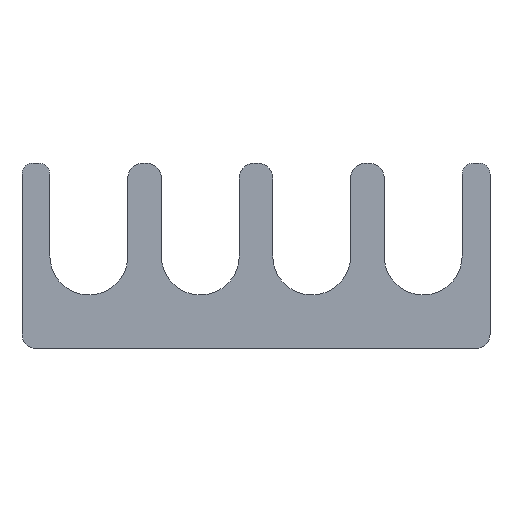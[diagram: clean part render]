
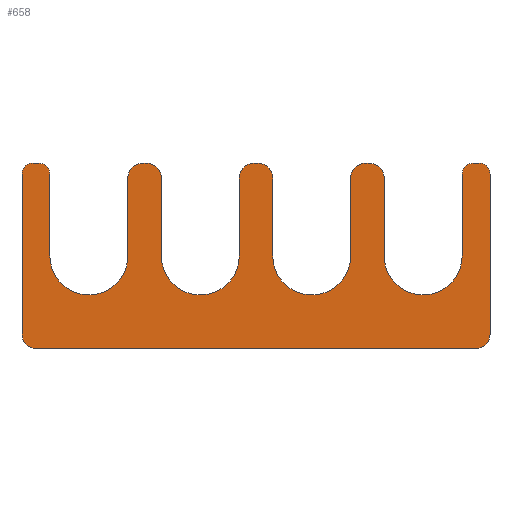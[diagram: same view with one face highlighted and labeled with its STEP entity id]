
A CAD part, top view. The second image highlights one B-rep face of the part: STEP entity #658.
In plain terms, the highlighted planar face has unit normal (0, 0, 1).
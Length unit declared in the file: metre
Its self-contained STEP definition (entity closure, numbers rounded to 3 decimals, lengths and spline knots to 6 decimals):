
#13=CIRCLE('',#676,0.002);
#15=CIRCLE('',#680,0.00525);
#17=CIRCLE('',#684,0.002);
#19=CIRCLE('',#688,0.002);
#21=CIRCLE('',#692,0.00525);
#23=CIRCLE('',#696,0.002);
#25=CIRCLE('',#700,0.002);
#27=CIRCLE('',#704,0.00525);
#29=CIRCLE('',#708,0.0015);
#31=CIRCLE('',#712,0.0015);
#33=CIRCLE('',#716,0.002);
#35=CIRCLE('',#720,0.002);
#37=CIRCLE('',#724,0.0015);
#39=CIRCLE('',#728,0.0015);
#41=CIRCLE('',#732,0.00525);
#43=CIRCLE('',#736,0.002);
#188=ORIENTED_EDGE('',*,*,#254,.T.);
#189=ORIENTED_EDGE('',*,*,#258,.T.);
#190=ORIENTED_EDGE('',*,*,#261,.F.);
#191=ORIENTED_EDGE('',*,*,#264,.T.);
#192=ORIENTED_EDGE('',*,*,#267,.T.);
#193=ORIENTED_EDGE('',*,*,#270,.T.);
#194=ORIENTED_EDGE('',*,*,#273,.T.);
#195=ORIENTED_EDGE('',*,*,#276,.T.);
#196=ORIENTED_EDGE('',*,*,#279,.F.);
#197=ORIENTED_EDGE('',*,*,#282,.F.);
#198=ORIENTED_EDGE('',*,*,#285,.T.);
#199=ORIENTED_EDGE('',*,*,#288,.T.);
#200=ORIENTED_EDGE('',*,*,#291,.T.);
#201=ORIENTED_EDGE('',*,*,#294,.T.);
#202=ORIENTED_EDGE('',*,*,#297,.F.);
#203=ORIENTED_EDGE('',*,*,#300,.F.);
#204=ORIENTED_EDGE('',*,*,#303,.T.);
#205=ORIENTED_EDGE('',*,*,#306,.T.);
#206=ORIENTED_EDGE('',*,*,#309,.T.);
#207=ORIENTED_EDGE('',*,*,#312,.T.);
#208=ORIENTED_EDGE('',*,*,#315,.F.);
#209=ORIENTED_EDGE('',*,*,#318,.T.);
#210=ORIENTED_EDGE('',*,*,#321,.F.);
#211=ORIENTED_EDGE('',*,*,#324,.T.);
#212=ORIENTED_EDGE('',*,*,#327,.T.);
#213=ORIENTED_EDGE('',*,*,#330,.T.);
#214=ORIENTED_EDGE('',*,*,#333,.T.);
#215=ORIENTED_EDGE('',*,*,#336,.T.);
#216=ORIENTED_EDGE('',*,*,#339,.F.);
#217=ORIENTED_EDGE('',*,*,#342,.T.);
#218=ORIENTED_EDGE('',*,*,#345,.T.);
#219=ORIENTED_EDGE('',*,*,#347,.T.);
#254=EDGE_CURVE('',#351,#350,#414,.T.);
#258=EDGE_CURVE('',#350,#353,#13,.T.);
#261=EDGE_CURVE('',#355,#353,#419,.T.);
#264=EDGE_CURVE('',#355,#357,#15,.T.);
#267=EDGE_CURVE('',#357,#359,#423,.T.);
#270=EDGE_CURVE('',#359,#361,#17,.T.);
#273=EDGE_CURVE('',#361,#363,#427,.T.);
#276=EDGE_CURVE('',#363,#365,#19,.T.);
#279=EDGE_CURVE('',#367,#365,#431,.T.);
#282=EDGE_CURVE('',#369,#367,#21,.T.);
#285=EDGE_CURVE('',#369,#371,#435,.T.);
#288=EDGE_CURVE('',#371,#373,#23,.T.);
#291=EDGE_CURVE('',#373,#375,#439,.T.);
#294=EDGE_CURVE('',#375,#377,#25,.T.);
#297=EDGE_CURVE('',#379,#377,#443,.T.);
#300=EDGE_CURVE('',#381,#379,#27,.T.);
#303=EDGE_CURVE('',#381,#383,#447,.T.);
#306=EDGE_CURVE('',#383,#385,#29,.T.);
#309=EDGE_CURVE('',#385,#387,#451,.T.);
#312=EDGE_CURVE('',#387,#389,#31,.T.);
#315=EDGE_CURVE('',#391,#389,#455,.T.);
#318=EDGE_CURVE('',#391,#393,#33,.T.);
#321=EDGE_CURVE('',#395,#393,#459,.T.);
#324=EDGE_CURVE('',#395,#397,#35,.T.);
#327=EDGE_CURVE('',#397,#399,#463,.T.);
#330=EDGE_CURVE('',#399,#401,#37,.T.);
#333=EDGE_CURVE('',#401,#403,#467,.T.);
#336=EDGE_CURVE('',#403,#405,#39,.T.);
#339=EDGE_CURVE('',#407,#405,#471,.T.);
#342=EDGE_CURVE('',#407,#409,#41,.T.);
#345=EDGE_CURVE('',#409,#411,#475,.T.);
#347=EDGE_CURVE('',#411,#351,#43,.T.);
#350=VERTEX_POINT('',#943);
#351=VERTEX_POINT('',#945);
#353=VERTEX_POINT('',#951);
#355=VERTEX_POINT('',#957);
#357=VERTEX_POINT('',#963);
#359=VERTEX_POINT('',#969);
#361=VERTEX_POINT('',#975);
#363=VERTEX_POINT('',#981);
#365=VERTEX_POINT('',#987);
#367=VERTEX_POINT('',#993);
#369=VERTEX_POINT('',#999);
#371=VERTEX_POINT('',#1005);
#373=VERTEX_POINT('',#1011);
#375=VERTEX_POINT('',#1017);
#377=VERTEX_POINT('',#1023);
#379=VERTEX_POINT('',#1029);
#381=VERTEX_POINT('',#1035);
#383=VERTEX_POINT('',#1041);
#385=VERTEX_POINT('',#1047);
#387=VERTEX_POINT('',#1053);
#389=VERTEX_POINT('',#1059);
#391=VERTEX_POINT('',#1065);
#393=VERTEX_POINT('',#1071);
#395=VERTEX_POINT('',#1077);
#397=VERTEX_POINT('',#1083);
#399=VERTEX_POINT('',#1089);
#401=VERTEX_POINT('',#1095);
#403=VERTEX_POINT('',#1101);
#405=VERTEX_POINT('',#1107);
#407=VERTEX_POINT('',#1113);
#409=VERTEX_POINT('',#1119);
#411=VERTEX_POINT('',#1125);
#414=LINE('',#944,#478);
#419=LINE('',#958,#483);
#423=LINE('',#970,#487);
#427=LINE('',#982,#491);
#431=LINE('',#994,#495);
#435=LINE('',#1006,#499);
#439=LINE('',#1018,#503);
#443=LINE('',#1030,#507);
#447=LINE('',#1042,#511);
#451=LINE('',#1054,#515);
#455=LINE('',#1066,#519);
#459=LINE('',#1078,#523);
#463=LINE('',#1090,#527);
#467=LINE('',#1102,#531);
#471=LINE('',#1114,#535);
#475=LINE('',#1126,#539);
#478=VECTOR('',#745,1.);
#483=VECTOR('',#758,1.);
#487=VECTOR('',#770,1.);
#491=VECTOR('',#782,1.);
#495=VECTOR('',#794,1.);
#499=VECTOR('',#806,1.);
#503=VECTOR('',#818,1.);
#507=VECTOR('',#830,1.);
#511=VECTOR('',#842,1.);
#515=VECTOR('',#854,1.);
#519=VECTOR('',#866,1.);
#523=VECTOR('',#878,1.);
#527=VECTOR('',#890,1.);
#531=VECTOR('',#902,1.);
#535=VECTOR('',#914,1.);
#539=VECTOR('',#926,1.);
#572=EDGE_LOOP('',(#188,#189,#190,#191,#192,#193,#194,#195,#196,#197,#198,
#199,#200,#201,#202,#203,#204,#205,#206,#207,#208,#209,#210,#211,#212,#213,
#214,#215,#216,#217,#218,#219));
#606=FACE_BOUND('',#572,.T.);
#624=PLANE('',#737);
#658=ADVANCED_FACE('',(#606),#624,.T.);
#676=AXIS2_PLACEMENT_3D('',#952,#752,#753);
#680=AXIS2_PLACEMENT_3D('',#964,#764,#765);
#684=AXIS2_PLACEMENT_3D('',#976,#776,#777);
#688=AXIS2_PLACEMENT_3D('',#988,#788,#789);
#692=AXIS2_PLACEMENT_3D('',#1000,#800,#801);
#696=AXIS2_PLACEMENT_3D('',#1012,#812,#813);
#700=AXIS2_PLACEMENT_3D('',#1024,#824,#825);
#704=AXIS2_PLACEMENT_3D('',#1036,#836,#837);
#708=AXIS2_PLACEMENT_3D('',#1048,#848,#849);
#712=AXIS2_PLACEMENT_3D('',#1060,#860,#861);
#716=AXIS2_PLACEMENT_3D('',#1072,#872,#873);
#720=AXIS2_PLACEMENT_3D('',#1084,#884,#885);
#724=AXIS2_PLACEMENT_3D('',#1096,#896,#897);
#728=AXIS2_PLACEMENT_3D('',#1108,#908,#909);
#732=AXIS2_PLACEMENT_3D('',#1120,#920,#921);
#736=AXIS2_PLACEMENT_3D('',#1129,#931,#932);
#737=AXIS2_PLACEMENT_3D('',#1130,#933,#934);
#745=DIRECTION('',(-1.,0.,0.));
#752=DIRECTION('',(0.,0.,1.));
#753=DIRECTION('',(1.,0.,0.));
#758=DIRECTION('',(0.,1.,0.));
#764=DIRECTION('',(0.,0.,-1.));
#765=DIRECTION('',(1.,0.,0.));
#770=DIRECTION('',(0.,1.,0.));
#776=DIRECTION('',(0.,0.,1.));
#777=DIRECTION('',(1.,0.,0.));
#782=DIRECTION('',(-1.,0.,0.));
#788=DIRECTION('',(0.,0.,1.));
#789=DIRECTION('',(1.,0.,0.));
#794=DIRECTION('',(0.,1.,0.));
#800=DIRECTION('',(0.,0.,1.));
#801=DIRECTION('',(1.,0.,0.));
#806=DIRECTION('',(0.,1.,0.));
#812=DIRECTION('',(0.,0.,1.));
#813=DIRECTION('',(1.,0.,0.));
#818=DIRECTION('',(-1.,0.,0.));
#824=DIRECTION('',(0.,0.,1.));
#825=DIRECTION('',(1.,0.,0.));
#830=DIRECTION('',(0.,1.,0.));
#836=DIRECTION('',(0.,0.,1.));
#837=DIRECTION('',(1.,0.,0.));
#842=DIRECTION('',(0.,1.,0.));
#848=DIRECTION('',(0.,0.,1.));
#849=DIRECTION('',(1.,0.,0.));
#854=DIRECTION('',(-1.,0.,0.));
#860=DIRECTION('',(0.,0.,1.));
#861=DIRECTION('',(1.,0.,0.));
#866=DIRECTION('',(0.,1.,0.));
#872=DIRECTION('',(0.,0.,1.));
#873=DIRECTION('',(1.,0.,0.));
#878=DIRECTION('',(-1.,0.,0.));
#884=DIRECTION('',(0.,0.,1.));
#885=DIRECTION('',(1.,0.,0.));
#890=DIRECTION('',(0.,1.,0.));
#896=DIRECTION('',(0.,0.,1.));
#897=DIRECTION('',(1.,0.,0.));
#902=DIRECTION('',(-1.,0.,0.));
#908=DIRECTION('',(0.,0.,1.));
#909=DIRECTION('',(1.,0.,0.));
#914=DIRECTION('',(0.,1.,0.));
#920=DIRECTION('',(0.,0.,-1.));
#921=DIRECTION('',(1.,0.,0.));
#926=DIRECTION('',(0.,1.,0.));
#931=DIRECTION('',(0.,0.,1.));
#932=DIRECTION('',(1.,0.,0.));
#933=DIRECTION('',(0.,0.,1.));
#934=DIRECTION('',(1.,0.,0.));
#943=CARTESIAN_POINT('',(0.01475,0.0125,0.0005));
#944=CARTESIAN_POINT('',(0.015,0.0125,0.0005));
#945=CARTESIAN_POINT('',(0.01525,0.0125,0.0005));
#951=CARTESIAN_POINT('',(0.01275,0.0105,0.0005));
#952=CARTESIAN_POINT('',(0.01475,0.0105,0.0005));
#957=CARTESIAN_POINT('',(0.01275,0.,0.0005));
#958=CARTESIAN_POINT('',(0.01275,0.00525,0.0005));
#963=CARTESIAN_POINT('',(0.00225,0.,0.0005));
#964=CARTESIAN_POINT('',(0.0075,0.,0.0005));
#969=CARTESIAN_POINT('',(0.00225,0.0105,0.0005));
#970=CARTESIAN_POINT('',(0.00225,0.00525,0.0005));
#975=CARTESIAN_POINT('',(0.00025,0.0125,0.0005));
#976=CARTESIAN_POINT('',(0.00025,0.0105,0.0005));
#981=CARTESIAN_POINT('',(-0.00025,0.0125,0.0005));
#982=CARTESIAN_POINT('',(0.,0.0125,0.0005));
#987=CARTESIAN_POINT('',(-0.00225,0.0105,0.0005));
#988=CARTESIAN_POINT('',(-0.00025,0.0105,0.0005));
#993=CARTESIAN_POINT('',(-0.00225,0.,0.0005));
#994=CARTESIAN_POINT('',(-0.00225,0.00525,0.0005));
#999=CARTESIAN_POINT('',(-0.01275,0.,0.0005));
#1000=CARTESIAN_POINT('',(-0.0075,0.,0.0005));
#1005=CARTESIAN_POINT('',(-0.01275,0.0105,0.0005));
#1006=CARTESIAN_POINT('',(-0.01275,0.00525,0.0005));
#1011=CARTESIAN_POINT('',(-0.01475,0.0125,0.0005));
#1012=CARTESIAN_POINT('',(-0.01475,0.0105,0.0005));
#1017=CARTESIAN_POINT('',(-0.01525,0.0125,0.0005));
#1018=CARTESIAN_POINT('',(-0.015,0.0125,0.0005));
#1023=CARTESIAN_POINT('',(-0.01725,0.0105,0.0005));
#1024=CARTESIAN_POINT('',(-0.01525,0.0105,0.0005));
#1029=CARTESIAN_POINT('',(-0.01725,0.,0.0005));
#1030=CARTESIAN_POINT('',(-0.01725,0.00525,0.0005));
#1035=CARTESIAN_POINT('',(-0.02775,0.,0.0005));
#1036=CARTESIAN_POINT('',(-0.0225,0.,0.0005));
#1041=CARTESIAN_POINT('',(-0.02775,0.011,0.0005));
#1042=CARTESIAN_POINT('',(-0.02775,0.0055,0.0005));
#1047=CARTESIAN_POINT('',(-0.02925,0.0125,0.0005));
#1048=CARTESIAN_POINT('',(-0.02925,0.011,0.0005));
#1053=CARTESIAN_POINT('',(-0.03,0.0125,0.0005));
#1054=CARTESIAN_POINT('',(-0.029625,0.0125,0.0005));
#1059=CARTESIAN_POINT('',(-0.0315,0.011,0.0005));
#1060=CARTESIAN_POINT('',(-0.03,0.011,0.0005));
#1065=CARTESIAN_POINT('',(-0.0315,-0.0105,0.0005));
#1066=CARTESIAN_POINT('',(-0.0315,0.00025,0.0005));
#1071=CARTESIAN_POINT('',(-0.0295,-0.0125,0.0005));
#1072=CARTESIAN_POINT('',(-0.0295,-0.0105,0.0005));
#1077=CARTESIAN_POINT('',(0.0295,-0.0125,0.0005));
#1078=CARTESIAN_POINT('',(0.,-0.0125,0.0005));
#1083=CARTESIAN_POINT('',(0.0315,-0.0105,0.0005));
#1084=CARTESIAN_POINT('',(0.0295,-0.0105,0.0005));
#1089=CARTESIAN_POINT('',(0.0315,0.011,0.0005));
#1090=CARTESIAN_POINT('',(0.0315,0.00025,0.0005));
#1095=CARTESIAN_POINT('',(0.03,0.0125,0.0005));
#1096=CARTESIAN_POINT('',(0.03,0.011,0.0005));
#1101=CARTESIAN_POINT('',(0.02925,0.0125,0.0005));
#1102=CARTESIAN_POINT('',(0.029625,0.0125,0.0005));
#1107=CARTESIAN_POINT('',(0.02775,0.011,0.0005));
#1108=CARTESIAN_POINT('',(0.02925,0.011,0.0005));
#1113=CARTESIAN_POINT('',(0.02775,0.,0.0005));
#1114=CARTESIAN_POINT('',(0.02775,0.0055,0.0005));
#1119=CARTESIAN_POINT('',(0.01725,0.,0.0005));
#1120=CARTESIAN_POINT('',(0.0225,0.,0.0005));
#1125=CARTESIAN_POINT('',(0.01725,0.0105,0.0005));
#1126=CARTESIAN_POINT('',(0.01725,0.00525,0.0005));
#1129=CARTESIAN_POINT('',(0.01525,0.0105,0.0005));
#1130=CARTESIAN_POINT('',(0.,0.,0.0005));
